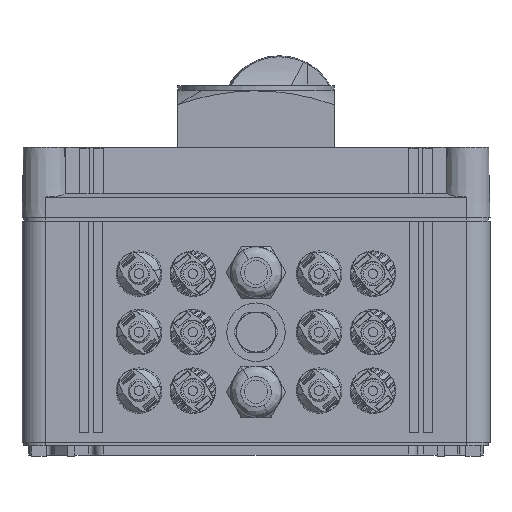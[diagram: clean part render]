
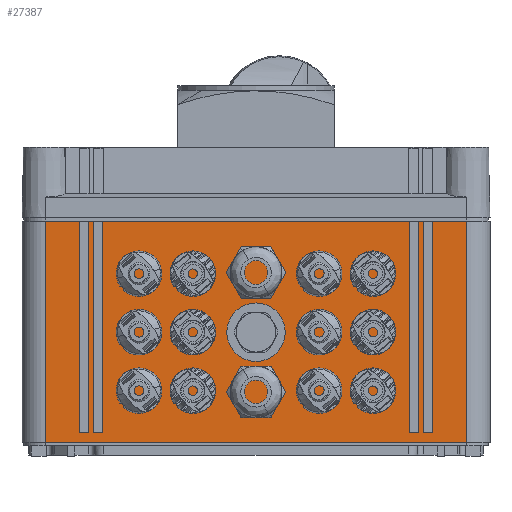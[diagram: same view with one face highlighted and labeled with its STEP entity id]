
A CAD part, front view. The second image highlights one B-rep face of the part: STEP entity #27387.
In plain terms, the highlighted planar face has unit normal (0, -1, 0).
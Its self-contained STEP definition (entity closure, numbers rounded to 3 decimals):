
#27337=AXIS2_PLACEMENT_3D('Plane Axis2P3D',#27334,#27335,#27336) ;
#27347=AXIS2_PLACEMENT_3D('Circle Axis2P3D',#27345,#27346,$) ;
#27356=AXIS2_PLACEMENT_3D('Circle Axis2P3D',#27354,#27355,$) ;
#18448=CARTESIAN_POINT('Line Origine',(10.,39.25,106.)) ;
#18452=CARTESIAN_POINT('Vertex',(10.,39.25,100.5)) ;
#18454=CARTESIAN_POINT('Vertex',(10.,39.25,6.)) ;
#18508=CARTESIAN_POINT('Vertex',(190.,39.25,6.)) ;
#18511=CARTESIAN_POINT('Line Origine',(100.,39.25,6.)) ;
#18628=CARTESIAN_POINT('Vertex',(190.,39.25,100.5)) ;
#18631=CARTESIAN_POINT('Line Origine',(190.,39.25,106.)) ;
#18662=CARTESIAN_POINT('Line Origine',(100.,39.25,100.5)) ;
#18774=CARTESIAN_POINT('Vertex',(30.5,39.25,100.356)) ;
#18788=CARTESIAN_POINT('Vertex',(34.5,39.25,100.356)) ;
#18791=CARTESIAN_POINT('Line Origine',(32.5,39.25,100.356)) ;
#18819=CARTESIAN_POINT('Vertex',(34.5,39.25,10.)) ;
#18822=CARTESIAN_POINT('Line Origine',(34.5,39.25,55.178)) ;
#18850=CARTESIAN_POINT('Vertex',(30.5,39.25,10.)) ;
#18853=CARTESIAN_POINT('Line Origine',(32.5,39.25,10.)) ;
#18875=CARTESIAN_POINT('Line Origine',(30.5,39.25,55.178)) ;
#18893=CARTESIAN_POINT('Vertex',(24.5,39.25,100.356)) ;
#18907=CARTESIAN_POINT('Vertex',(28.5,39.25,100.356)) ;
#18910=CARTESIAN_POINT('Line Origine',(26.5,39.25,100.356)) ;
#18938=CARTESIAN_POINT('Vertex',(28.5,39.25,10.)) ;
#18941=CARTESIAN_POINT('Line Origine',(28.5,39.25,55.178)) ;
#18964=CARTESIAN_POINT('Vertex',(24.5,39.25,10.)) ;
#18967=CARTESIAN_POINT('Line Origine',(26.5,39.25,10.)) ;
#18989=CARTESIAN_POINT('Line Origine',(24.5,39.25,55.178)) ;
#19007=CARTESIAN_POINT('Vertex',(171.5,39.25,100.356)) ;
#19021=CARTESIAN_POINT('Vertex',(175.5,39.25,100.356)) ;
#19024=CARTESIAN_POINT('Line Origine',(173.5,39.25,100.356)) ;
#19052=CARTESIAN_POINT('Vertex',(175.5,39.25,10.)) ;
#19055=CARTESIAN_POINT('Line Origine',(175.5,39.25,55.178)) ;
#19078=CARTESIAN_POINT('Vertex',(171.5,39.25,10.)) ;
#19081=CARTESIAN_POINT('Line Origine',(173.5,39.25,10.)) ;
#19103=CARTESIAN_POINT('Line Origine',(171.5,39.25,55.178)) ;
#19121=CARTESIAN_POINT('Vertex',(165.5,39.25,100.356)) ;
#19135=CARTESIAN_POINT('Vertex',(169.5,39.25,100.356)) ;
#19138=CARTESIAN_POINT('Line Origine',(167.5,39.25,100.356)) ;
#19166=CARTESIAN_POINT('Vertex',(169.5,39.25,10.)) ;
#19169=CARTESIAN_POINT('Line Origine',(169.5,39.25,55.178)) ;
#19192=CARTESIAN_POINT('Vertex',(165.5,39.25,10.)) ;
#19195=CARTESIAN_POINT('Line Origine',(167.5,39.25,10.)) ;
#19217=CARTESIAN_POINT('Line Origine',(165.5,39.25,55.178)) ;
#27334=CARTESIAN_POINT('Axis2P3D Location',(190.,39.25,106.)) ;
#27345=CARTESIAN_POINT('Axis2P3D Location',(100.,39.25,53.)) ;
#27349=CARTESIAN_POINT('Vertex',(112.5,39.25,53.)) ;
#27351=CARTESIAN_POINT('Vertex',(87.5,39.25,53.)) ;
#27354=CARTESIAN_POINT('Axis2P3D Location',(100.,39.25,53.)) ;
#18449=DIRECTION('Vector Direction',(0.,0.,-1.)) ;
#18512=DIRECTION('Vector Direction',(-1.,0.,0.)) ;
#18632=DIRECTION('Vector Direction',(0.,0.,-1.)) ;
#18663=DIRECTION('Vector Direction',(-1.,0.,0.)) ;
#18792=DIRECTION('Vector Direction',(-1.,0.,0.)) ;
#18823=DIRECTION('Vector Direction',(0.,0.,1.)) ;
#18854=DIRECTION('Vector Direction',(-1.,0.,0.)) ;
#18876=DIRECTION('Vector Direction',(0.,0.,-1.)) ;
#18911=DIRECTION('Vector Direction',(-1.,0.,0.)) ;
#18942=DIRECTION('Vector Direction',(0.,0.,1.)) ;
#18968=DIRECTION('Vector Direction',(-1.,0.,0.)) ;
#18990=DIRECTION('Vector Direction',(0.,0.,-1.)) ;
#19025=DIRECTION('Vector Direction',(-1.,0.,0.)) ;
#19056=DIRECTION('Vector Direction',(0.,0.,1.)) ;
#19082=DIRECTION('Vector Direction',(-1.,0.,0.)) ;
#19104=DIRECTION('Vector Direction',(0.,0.,-1.)) ;
#19139=DIRECTION('Vector Direction',(-1.,0.,0.)) ;
#19170=DIRECTION('Vector Direction',(0.,0.,1.)) ;
#19196=DIRECTION('Vector Direction',(-1.,0.,0.)) ;
#19218=DIRECTION('Vector Direction',(0.,0.,-1.)) ;
#27335=DIRECTION('Axis2P3D Direction',(0.,-1.,0.)) ;
#27336=DIRECTION('Axis2P3D XDirection',(-1.,0.,0.)) ;
#27346=DIRECTION('Axis2P3D Direction',(0.,-1.,0.)) ;
#27355=DIRECTION('Axis2P3D Direction',(0.,-1.,0.)) ;
#18450=VECTOR('Line Direction',#18449,1.) ;
#18513=VECTOR('Line Direction',#18512,1.) ;
#18633=VECTOR('Line Direction',#18632,1.) ;
#18664=VECTOR('Line Direction',#18663,1.) ;
#18793=VECTOR('Line Direction',#18792,1.) ;
#18824=VECTOR('Line Direction',#18823,1.) ;
#18855=VECTOR('Line Direction',#18854,1.) ;
#18877=VECTOR('Line Direction',#18876,1.) ;
#18912=VECTOR('Line Direction',#18911,1.) ;
#18943=VECTOR('Line Direction',#18942,1.) ;
#18969=VECTOR('Line Direction',#18968,1.) ;
#18991=VECTOR('Line Direction',#18990,1.) ;
#19026=VECTOR('Line Direction',#19025,1.) ;
#19057=VECTOR('Line Direction',#19056,1.) ;
#19083=VECTOR('Line Direction',#19082,1.) ;
#19105=VECTOR('Line Direction',#19104,1.) ;
#19140=VECTOR('Line Direction',#19139,1.) ;
#19171=VECTOR('Line Direction',#19170,1.) ;
#19197=VECTOR('Line Direction',#19196,1.) ;
#19219=VECTOR('Line Direction',#19218,1.) ;
#27340=ORIENTED_EDGE('',*,*,#18456,.T.) ;
#27341=ORIENTED_EDGE('',*,*,#18515,.F.) ;
#27342=ORIENTED_EDGE('',*,*,#18635,.F.) ;
#27343=ORIENTED_EDGE('',*,*,#18666,.F.) ;
#27360=ORIENTED_EDGE('',*,*,#27353,.F.) ;
#27361=ORIENTED_EDGE('',*,*,#27358,.F.) ;
#27364=ORIENTED_EDGE('',*,*,#18795,.F.) ;
#27365=ORIENTED_EDGE('',*,*,#18826,.F.) ;
#27366=ORIENTED_EDGE('',*,*,#18857,.T.) ;
#27367=ORIENTED_EDGE('',*,*,#18879,.F.) ;
#27370=ORIENTED_EDGE('',*,*,#18914,.F.) ;
#27371=ORIENTED_EDGE('',*,*,#18945,.F.) ;
#27372=ORIENTED_EDGE('',*,*,#18971,.T.) ;
#27373=ORIENTED_EDGE('',*,*,#18993,.F.) ;
#27376=ORIENTED_EDGE('',*,*,#19028,.F.) ;
#27377=ORIENTED_EDGE('',*,*,#19059,.F.) ;
#27378=ORIENTED_EDGE('',*,*,#19085,.T.) ;
#27379=ORIENTED_EDGE('',*,*,#19107,.F.) ;
#27382=ORIENTED_EDGE('',*,*,#19142,.F.) ;
#27383=ORIENTED_EDGE('',*,*,#19173,.F.) ;
#27384=ORIENTED_EDGE('',*,*,#19199,.T.) ;
#27385=ORIENTED_EDGE('',*,*,#19221,.F.) ;
#27362=FACE_BOUND('',#27359,.T.) ;
#27368=FACE_BOUND('',#27363,.T.) ;
#27374=FACE_BOUND('',#27369,.T.) ;
#27380=FACE_BOUND('',#27375,.T.) ;
#27386=FACE_BOUND('',#27381,.T.) ;
#27387=ADVANCED_FACE('GEHAEUSEUNTERTEIL',(#27344,#27362,#27368,#27374,#27380,#27386),#27338,.T.) ;
#27348=CIRCLE('generated circle',#27347,12.5) ;
#27357=CIRCLE('generated circle',#27356,12.5) ;
#18456=EDGE_CURVE('',#18453,#18455,#18451,.T.) ;
#18515=EDGE_CURVE('',#18509,#18455,#18514,.T.) ;
#18635=EDGE_CURVE('',#18629,#18509,#18634,.T.) ;
#18666=EDGE_CURVE('',#18453,#18629,#18665,.F.) ;
#18795=EDGE_CURVE('',#18789,#18775,#18794,.T.) ;
#18826=EDGE_CURVE('',#18820,#18789,#18825,.T.) ;
#18857=EDGE_CURVE('',#18820,#18851,#18856,.T.) ;
#18879=EDGE_CURVE('',#18775,#18851,#18878,.T.) ;
#18914=EDGE_CURVE('',#18908,#18894,#18913,.T.) ;
#18945=EDGE_CURVE('',#18939,#18908,#18944,.T.) ;
#18971=EDGE_CURVE('',#18939,#18965,#18970,.T.) ;
#18993=EDGE_CURVE('',#18894,#18965,#18992,.T.) ;
#19028=EDGE_CURVE('',#19022,#19008,#19027,.T.) ;
#19059=EDGE_CURVE('',#19053,#19022,#19058,.T.) ;
#19085=EDGE_CURVE('',#19053,#19079,#19084,.T.) ;
#19107=EDGE_CURVE('',#19008,#19079,#19106,.T.) ;
#19142=EDGE_CURVE('',#19136,#19122,#19141,.T.) ;
#19173=EDGE_CURVE('',#19167,#19136,#19172,.T.) ;
#19199=EDGE_CURVE('',#19167,#19193,#19198,.T.) ;
#19221=EDGE_CURVE('',#19122,#19193,#19220,.T.) ;
#27353=EDGE_CURVE('',#27350,#27352,#27348,.T.) ;
#27358=EDGE_CURVE('',#27352,#27350,#27357,.T.) ;
#27339=EDGE_LOOP('',(#27340,#27341,#27342,#27343)) ;
#27359=EDGE_LOOP('',(#27360,#27361)) ;
#27363=EDGE_LOOP('',(#27364,#27365,#27366,#27367)) ;
#27369=EDGE_LOOP('',(#27370,#27371,#27372,#27373)) ;
#27375=EDGE_LOOP('',(#27376,#27377,#27378,#27379)) ;
#27381=EDGE_LOOP('',(#27382,#27383,#27384,#27385)) ;
#27344=FACE_OUTER_BOUND('',#27339,.T.) ;
#18451=LINE('Line',#18448,#18450) ;
#18514=LINE('Line',#18511,#18513) ;
#18634=LINE('Line',#18631,#18633) ;
#18665=LINE('Line',#18662,#18664) ;
#18794=LINE('Line',#18791,#18793) ;
#18825=LINE('Line',#18822,#18824) ;
#18856=LINE('Line',#18853,#18855) ;
#18878=LINE('Line',#18875,#18877) ;
#18913=LINE('Line',#18910,#18912) ;
#18944=LINE('Line',#18941,#18943) ;
#18970=LINE('Line',#18967,#18969) ;
#18992=LINE('Line',#18989,#18991) ;
#19027=LINE('Line',#19024,#19026) ;
#19058=LINE('Line',#19055,#19057) ;
#19084=LINE('Line',#19081,#19083) ;
#19106=LINE('Line',#19103,#19105) ;
#19141=LINE('Line',#19138,#19140) ;
#19172=LINE('Line',#19169,#19171) ;
#19198=LINE('Line',#19195,#19197) ;
#19220=LINE('Line',#19217,#19219) ;
#27338=PLANE('',#27337) ;
#18453=VERTEX_POINT('',#18452) ;
#18455=VERTEX_POINT('',#18454) ;
#18509=VERTEX_POINT('',#18508) ;
#18629=VERTEX_POINT('',#18628) ;
#18775=VERTEX_POINT('',#18774) ;
#18789=VERTEX_POINT('',#18788) ;
#18820=VERTEX_POINT('',#18819) ;
#18851=VERTEX_POINT('',#18850) ;
#18894=VERTEX_POINT('',#18893) ;
#18908=VERTEX_POINT('',#18907) ;
#18939=VERTEX_POINT('',#18938) ;
#18965=VERTEX_POINT('',#18964) ;
#19008=VERTEX_POINT('',#19007) ;
#19022=VERTEX_POINT('',#19021) ;
#19053=VERTEX_POINT('',#19052) ;
#19079=VERTEX_POINT('',#19078) ;
#19122=VERTEX_POINT('',#19121) ;
#19136=VERTEX_POINT('',#19135) ;
#19167=VERTEX_POINT('',#19166) ;
#19193=VERTEX_POINT('',#19192) ;
#27350=VERTEX_POINT('',#27349) ;
#27352=VERTEX_POINT('',#27351) ;
